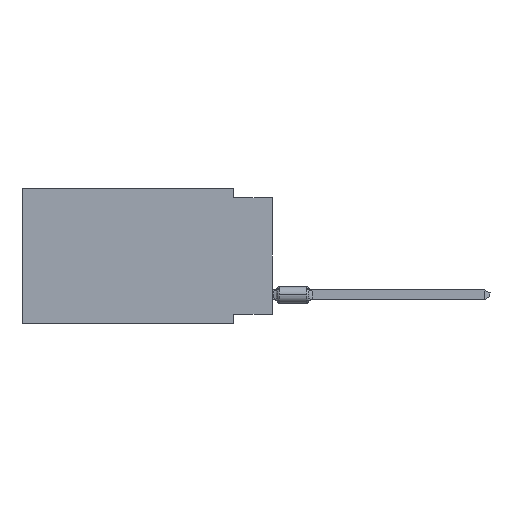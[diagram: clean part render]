
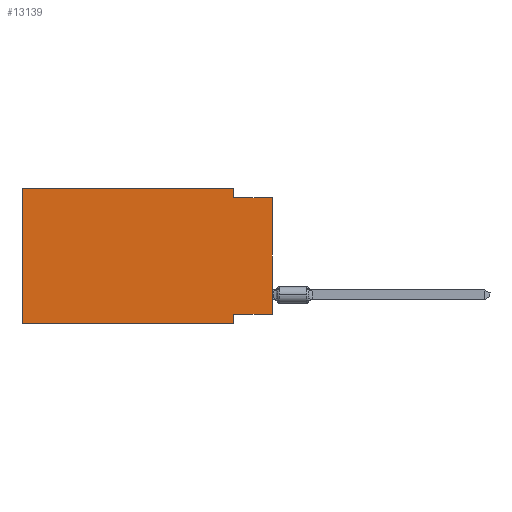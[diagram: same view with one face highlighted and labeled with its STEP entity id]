
A CAD part, left-side view. The second image highlights one B-rep face of the part: STEP entity #13139.
In plain terms, the highlighted planar face has unit normal (-1, 0, 0).
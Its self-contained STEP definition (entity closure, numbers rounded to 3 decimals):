
#798 = DIRECTION ( 'NONE',  ( 0., 1., 0. ) ) ;
#6069 = ORIENTED_EDGE ( 'NONE', *, *, #37639, .F. ) ;
#6262 = CARTESIAN_POINT ( 'NONE',  ( 0., 2.54, -8.89 ) ) ;
#7052 = LINE ( 'NONE', #20074, #80358 ) ;
#9653 = VECTOR ( 'NONE', #14998, 1000. ) ;
#13139 = ADVANCED_FACE ( 'NONE', ( #14257 ), #63646, .F. ) ;
#13561 = DIRECTION ( 'NONE',  ( 0., 0., 1. ) ) ;
#14257 = FACE_OUTER_BOUND ( 'NONE', #89497, .T. ) ;
#14809 = EDGE_CURVE ( 'NONE', #48535, #83708, #73104, .T. ) ;
#14998 = DIRECTION ( 'NONE',  ( 0., 0., 1. ) ) ;
#15071 = LINE ( 'NONE', #85406, #79078 ) ;
#19688 = CARTESIAN_POINT ( 'NONE',  ( 0., 16.383, 0. ) ) ;
#20074 = CARTESIAN_POINT ( 'NONE',  ( 0., 0., 0. ) ) ;
#20918 = VECTOR ( 'NONE', #64882, 1000. ) ;
#21124 = CARTESIAN_POINT ( 'NONE',  ( 0., 16.383, -8.89 ) ) ;
#21138 = DIRECTION ( 'NONE',  ( 0., -1., 0. ) ) ;
#21793 = CARTESIAN_POINT ( 'NONE',  ( 0., 2.54, -8.89 ) ) ;
#24667 = DIRECTION ( 'NONE',  ( 0., 0., -1. ) ) ;
#24915 = VERTEX_POINT ( 'NONE', #21793 ) ;
#27484 = VECTOR ( 'NONE', #83964, 1000. ) ;
#31306 = CARTESIAN_POINT ( 'NONE',  ( 0., 16.383, 0. ) ) ;
#31706 = LINE ( 'NONE', #51742, #65716 ) ;
#31931 = VERTEX_POINT ( 'NONE', #31306 ) ;
#32258 = CARTESIAN_POINT ( 'NONE',  ( 0., 0., -0.635 ) ) ;
#33000 = EDGE_CURVE ( 'NONE', #60421, #24915, #70050, .T. ) ;
#33157 = VERTEX_POINT ( 'NONE', #53231 ) ;
#37060 = DIRECTION ( 'NONE',  ( 0., 0., -1. ) ) ;
#37639 = EDGE_CURVE ( 'NONE', #31931, #48535, #84886, .T. ) ;
#37731 = CARTESIAN_POINT ( 'NONE',  ( 0., 2.54, 0. ) ) ;
#40540 = EDGE_CURVE ( 'NONE', #33157, #89087, #7052, .T. ) ;
#46206 = ORIENTED_EDGE ( 'NONE', *, *, #65902, .F. ) ;
#48535 = VERTEX_POINT ( 'NONE', #85580 ) ;
#49947 = LINE ( 'NONE', #57387, #9653 ) ;
#51512 = CARTESIAN_POINT ( 'NONE',  ( 0., 0., -8.255 ) ) ;
#51742 = CARTESIAN_POINT ( 'NONE',  ( 0., 0., -0.635 ) ) ;
#53231 = CARTESIAN_POINT ( 'NONE',  ( 0., 0., -8.255 ) ) ;
#57172 = CARTESIAN_POINT ( 'NONE',  ( 0., 2.54, -8.255 ) ) ;
#57323 = EDGE_CURVE ( 'NONE', #83708, #89087, #31706, .T. ) ;
#57387 = CARTESIAN_POINT ( 'NONE',  ( 0., 16.383, 0. ) ) ;
#58487 = ORIENTED_EDGE ( 'NONE', *, *, #33000, .F. ) ;
#60091 = ORIENTED_EDGE ( 'NONE', *, *, #65014, .T. ) ;
#60421 = VERTEX_POINT ( 'NONE', #57172 ) ;
#63646 = PLANE ( 'NONE',  #86850 ) ;
#64208 = ORIENTED_EDGE ( 'NONE', *, *, #40540, .T. ) ;
#64584 = LINE ( 'NONE', #51512, #73184 ) ;
#64882 = DIRECTION ( 'NONE',  ( 0., 0., -1. ) ) ;
#65014 = EDGE_CURVE ( 'NONE', #77422, #24915, #15071, .T. ) ;
#65716 = VECTOR ( 'NONE', #73606, 1000. ) ;
#65902 = EDGE_CURVE ( 'NONE', #33157, #60421, #64584, .T. ) ;
#65972 = ORIENTED_EDGE ( 'NONE', *, *, #68684, .F. ) ;
#68684 = EDGE_CURVE ( 'NONE', #77422, #31931, #49947, .T. ) ;
#70050 = LINE ( 'NONE', #6262, #20918 ) ;
#70963 = CARTESIAN_POINT ( 'NONE',  ( 0., 2.54, -0.635 ) ) ;
#72434 = DIRECTION ( 'NONE',  ( 1., 0., 0. ) ) ;
#73104 = LINE ( 'NONE', #37731, #82613 ) ;
#73184 = VECTOR ( 'NONE', #798, 1000. ) ;
#73606 = DIRECTION ( 'NONE',  ( 0., -1., 0. ) ) ;
#77422 = VERTEX_POINT ( 'NONE', #21124 ) ;
#79078 = VECTOR ( 'NONE', #21138, 1000. ) ;
#80358 = VECTOR ( 'NONE', #13561, 1000. ) ;
#82613 = VECTOR ( 'NONE', #24667, 1000. ) ;
#83708 = VERTEX_POINT ( 'NONE', #70963 ) ;
#83964 = DIRECTION ( 'NONE',  ( 0., -1., 0. ) ) ;
#84886 = LINE ( 'NONE', #19688, #27484 ) ;
#85058 = CARTESIAN_POINT ( 'NONE',  ( 0., 16.383, 0. ) ) ;
#85406 = CARTESIAN_POINT ( 'NONE',  ( 0., 16.383, -8.89 ) ) ;
#85580 = CARTESIAN_POINT ( 'NONE',  ( 0., 2.54, 0. ) ) ;
#86850 = AXIS2_PLACEMENT_3D ( 'NONE', #85058, #72434, #37060 ) ;
#87568 = ORIENTED_EDGE ( 'NONE', *, *, #14809, .F. ) ;
#89087 = VERTEX_POINT ( 'NONE', #32258 ) ;
#89497 = EDGE_LOOP ( 'NONE', ( #64208, #92084, #87568, #6069, #65972, #60091, #58487, #46206 ) ) ;
#92084 = ORIENTED_EDGE ( 'NONE', *, *, #57323, .F. ) ;
